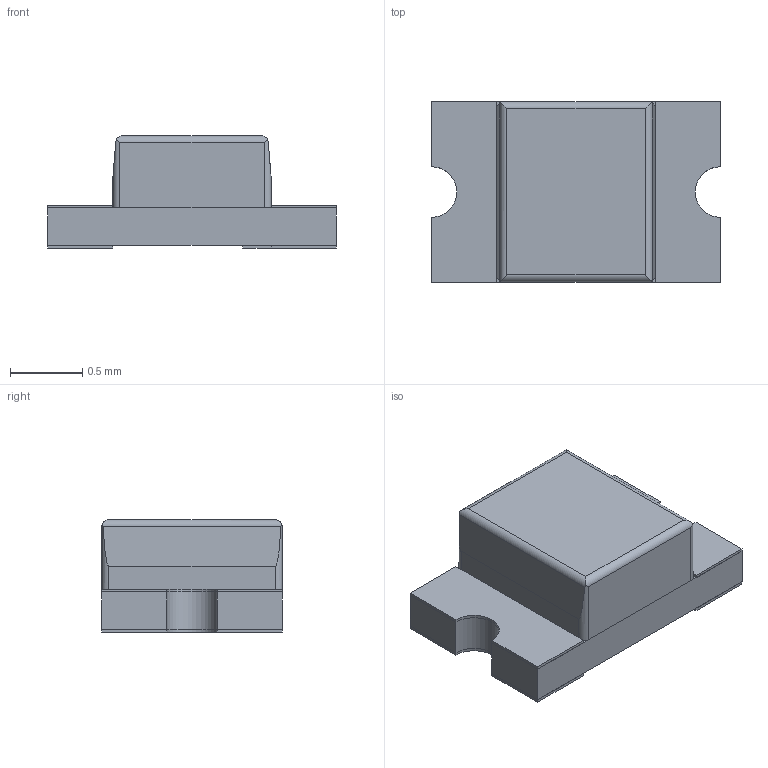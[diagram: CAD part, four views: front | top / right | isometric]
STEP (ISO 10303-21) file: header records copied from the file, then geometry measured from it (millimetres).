
FILE_DESCRIPTION (( 'STEP AP214' ), '1' );
FILE_NAME ('0805 Blue.step', '2023-04-12T07:30:08', ( '' ), ( '' ), 'SwSTEP 2.0', 'SolidWorks 2021', '' );
FILE_SCHEMA (( 'AUTOMOTIVE_DESIGN' ));
Length unit declared in the file: metre
Products named in the file (1): 0805 Blue
Bounding box: 2 x 1.25 x 0.78 mm (x, y, z)
Volume: 1.4 mm3; surface area: 16.5 mm2
Topology: 7 solids, 7 shells, 69 faces, 171 edges, 112 vertices
Faces by surface type: plane 48, cylinder 17, sphere 4
Entity records: 2079 total; most frequent: CARTESIAN_POINT 393, ORIENTED_EDGE 330, DIRECTION 317, EDGE_CURVE 165, LINE 121, VECTOR 121, VERTEX_POINT 110, AXIS2_PLACEMENT_3D 98
